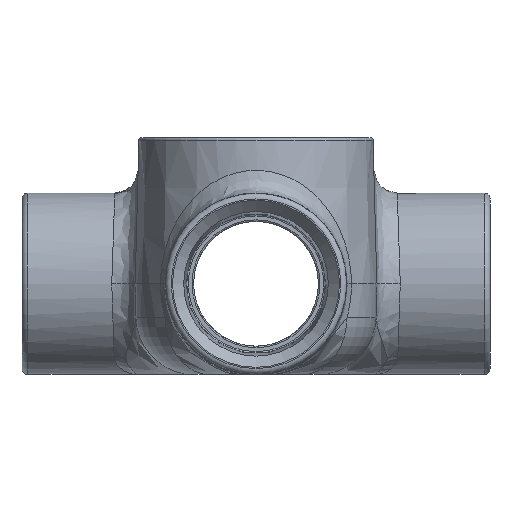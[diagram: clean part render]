
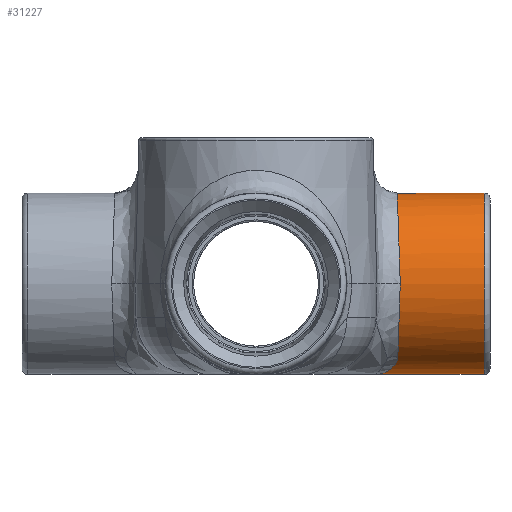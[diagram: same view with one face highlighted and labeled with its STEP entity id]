
A CAD part, left-side view. The second image highlights one B-rep face of the part: STEP entity #31227.
In plain terms, the highlighted cylindrical face has radius 24.606 mm (diameter 49.212 mm), a full revolution.
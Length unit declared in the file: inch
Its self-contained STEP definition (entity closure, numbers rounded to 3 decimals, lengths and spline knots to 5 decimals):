
#157=FACE_BOUND('',#11321,.T.);
#302=CYLINDRICAL_SURFACE('',#33004,0.96875);
#1462=ELLIPSE('',#31903,0.96928,0.96875);
#1467=ELLIPSE('',#31931,0.96928,0.96875);
#1506=ELLIPSE('',#33005,0.96928,0.96875);
#9467=FACE_OUTER_BOUND('',#11320,.T.);
#11320=EDGE_LOOP('',(#26617,#26618,#26619,#26620,#26621));
#11321=EDGE_LOOP('',(#26622));
#12189=CIRCLE('',#33002,0.96875);
#12218=B_SPLINE_CURVE_WITH_KNOTS('',3,(#40124,#40125,#40126,#40127,#40128,
#40129,#40130,#40131,#40132,#40133,#40134,#40135),.UNSPECIFIED.,.F.,.F.,
(4,1,1,1,1,1,1,2,4),(4.58022,4.99964,5.20935,
5.41906,5.62877,5.83847,6.25789,6.67731,
6.67975),.UNSPECIFIED.);
#12236=B_SPLINE_CURVE_WITH_KNOTS('',3,(#41045,#41046,#41047,#41048,#41049,
#41050,#41051,#41052),.UNSPECIFIED.,.F.,.F.,(4,2,1,1,4),(-0.00244,
0.,1.25825,1.67767,2.09709),.UNSPECIFIED.);
#13061=VERTEX_POINT('',#40121);
#13062=VERTEX_POINT('',#40123);
#13064=VERTEX_POINT('',#40169);
#13096=VERTEX_POINT('',#40945);
#13097=VERTEX_POINT('',#40947);
#15317=VERTEX_POINT('',#51903);
#16068=EDGE_CURVE('',#13061,#13062,#12218,.T.);
#16072=EDGE_CURVE('',#13064,#13061,#1462,.T.);
#16120=EDGE_CURVE('',#13096,#13097,#1467,.T.);
#16126=EDGE_CURVE('',#13062,#13096,#12236,.T.);
#19294=EDGE_CURVE('',#15317,#15317,#12189,.T.);
#19296=EDGE_CURVE('',#13097,#13064,#1506,.T.);
#26617=ORIENTED_EDGE('',*,*,#16068,.F.);
#26618=ORIENTED_EDGE('',*,*,#16072,.F.);
#26619=ORIENTED_EDGE('',*,*,#19296,.F.);
#26620=ORIENTED_EDGE('',*,*,#16120,.F.);
#26621=ORIENTED_EDGE('',*,*,#16126,.F.);
#26622=ORIENTED_EDGE('',*,*,#19294,.F.);
#31227=ADVANCED_FACE('',(#9467,#157),#302,.T.);
#31903=AXIS2_PLACEMENT_3D('',#40171,#33450,#33451);
#31931=AXIS2_PLACEMENT_3D('',#40948,#33518,#33519);
#33002=AXIS2_PLACEMENT_3D('',#51904,#38130,#38131);
#33004=AXIS2_PLACEMENT_3D('',#51907,#38134,#38135);
#33005=AXIS2_PLACEMENT_3D('',#51908,#38136,#38137);
#33450=DIRECTION('center_axis',(0.,0.999,
0.033));
#33451=DIRECTION('ref_axis',(0.,0.033,-0.999));
#33518=DIRECTION('center_axis',(0.,0.999,
0.033));
#33519=DIRECTION('ref_axis',(0.,0.033,-0.999));
#38130=DIRECTION('center_axis',(0.,-1.,0.));
#38131=DIRECTION('ref_axis',(1.,0.,0.));
#38134=DIRECTION('center_axis',(0.,1.,0.));
#38135=DIRECTION('ref_axis',(1.,0.,0.));
#38136=DIRECTION('center_axis',(0.,0.999,
-0.033));
#38137=DIRECTION('ref_axis',(0.,0.033,0.999));
#40121=CARTESIAN_POINT('',(0.58094,-1.51546,-2.33773));
#40123=CARTESIAN_POINT('',(0.,-1.26555,-2.53125));
#40124=CARTESIAN_POINT('Ctrl Pts',(0.58094,-1.51546,
-2.33773));
#40125=CARTESIAN_POINT('Ctrl Pts',(0.54593,-1.5146,-2.36397));
#40126=CARTESIAN_POINT('Ctrl Pts',(0.49092,-1.50382,
-2.39958));
#40127=CARTESIAN_POINT('Ctrl Pts',(0.41498,-1.47821,
-2.43863));
#40128=CARTESIAN_POINT('Ctrl Pts',(0.35724,-1.45465,-2.4637));
#40129=CARTESIAN_POINT('Ctrl Pts',(0.29854,-1.42761,
-2.48479));
#40130=CARTESIAN_POINT('Ctrl Pts',(0.21986,-1.38823,-2.5075));
#40131=CARTESIAN_POINT('Ctrl Pts',(0.12057,-1.33425,
-2.52623));
#40132=CARTESIAN_POINT('Ctrl Pts',(0.04055,-1.28865,
-2.53122));
#40133=CARTESIAN_POINT('Ctrl Pts',(0.00046,-1.26581,
-2.53125));
#40134=CARTESIAN_POINT('Ctrl Pts',(0.00023,-1.26568,
-2.53125));
#40135=CARTESIAN_POINT('Ctrl Pts',(0.,-1.26555,-2.53125));
#40169=CARTESIAN_POINT('',(0.96875,-1.541,-1.5625));
#40171=CARTESIAN_POINT('Origin',(0.,-1.541,-1.5625));
#40945=CARTESIAN_POINT('',(-0.58094,-1.51546,-2.33773));
#40947=CARTESIAN_POINT('',(-0.96875,-1.541,-1.5625));
#40948=CARTESIAN_POINT('Origin',(0.,-1.541,-1.5625));
#41045=CARTESIAN_POINT('Ctrl Pts',(0.,-1.26555,
-2.53125));
#41046=CARTESIAN_POINT('Ctrl Pts',(-0.00023,-1.26568,
-2.53125));
#41047=CARTESIAN_POINT('Ctrl Pts',(-0.00046,-1.26581,
-2.53125));
#41048=CARTESIAN_POINT('Ctrl Pts',(-0.12029,-1.33389,
-2.53111));
#41049=CARTESIAN_POINT('Ctrl Pts',(-0.28072,-1.42659,
-2.50188));
#41050=CARTESIAN_POINT('Ctrl Pts',(-0.47258,-1.50039,
-2.4115));
#41051=CARTESIAN_POINT('Ctrl Pts',(-0.54593,-1.5146,
-2.36397));
#41052=CARTESIAN_POINT('Ctrl Pts',(-0.58094,-1.51546,
-2.33773));
#51903=CARTESIAN_POINT('',(-0.96875,-2.4375,-1.5625));
#51904=CARTESIAN_POINT('Origin',(0.,-2.4375,-1.5625));
#51907=CARTESIAN_POINT('Origin',(0.,-2.5,-1.5625));
#51908=CARTESIAN_POINT('Origin',(0.,-1.541,-1.5625));
